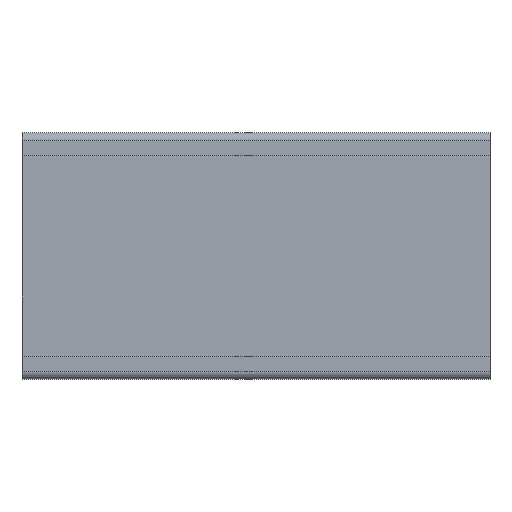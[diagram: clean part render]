
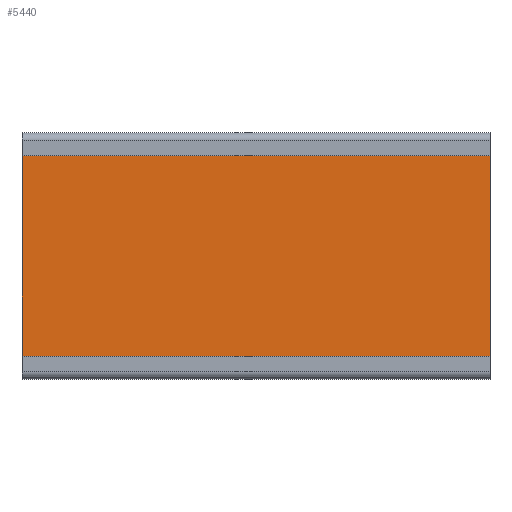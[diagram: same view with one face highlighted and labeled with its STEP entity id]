
A CAD part, top view. The second image highlights one B-rep face of the part: STEP entity #5440.
In plain terms, the highlighted planar face has unit normal (0, 0, 1).
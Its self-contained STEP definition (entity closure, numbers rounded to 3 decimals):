
#1020=CARTESIAN_POINT('',(0.599,-2.,1.6));
#1030=VERTEX_POINT('',#1020);
#1060=CARTESIAN_POINT('',(3.199,-2.,1.6));
#1070=DIRECTION('',(-1.,0.,0.));
#1080=VECTOR('',#1070,1.);
#1090=LINE('',#1060,#1080);
#1100=CARTESIAN_POINT('',(5.799,-2.,1.6));
#1110=VERTEX_POINT('',#1100);
#1120=EDGE_CURVE('',#1110,#1030,#1090,.T.);
#1410=CARTESIAN_POINT('',(5.799,10.15,1.6));
#1420=VERTEX_POINT('',#1410);
#1450=CARTESIAN_POINT('',(3.199,10.15,1.6));
#1460=DIRECTION('',(-1.,0.,0.));
#1470=VECTOR('',#1460,1.);
#1480=LINE('',#1450,#1470);
#1490=CARTESIAN_POINT('',(0.599,10.15,1.6));
#1500=VERTEX_POINT('',#1490);
#1510=EDGE_CURVE('',#1420,#1500,#1480,.T.);
#4430=CARTESIAN_POINT('',(5.799,0.,
1.6));
#4440=DIRECTION('',(0.,-1.,0.));
#4450=VECTOR('',#4440,1.);
#4460=LINE('',#4430,#4450);
#4470=EDGE_CURVE('',#1420,#1110,#4460,.T.);
#4930=CARTESIAN_POINT('',(0.599,0.,
1.6));
#4940=DIRECTION('',(0.,-1.,0.));
#4950=VECTOR('',#4940,1.);
#4960=LINE('',#4930,#4950);
#4970=EDGE_CURVE('',#1500,#1030,#4960,.T.);
#5330=CARTESIAN_POINT('',(0.799,0.,
1.6));
#5340=DIRECTION('',(0.,0.,-1.));
#5350=DIRECTION('',(-1.,0.,0.));
#5360=AXIS2_PLACEMENT_3D('',#5330,#5340,#5350);
#5370=PLANE('',#5360);
#5380=ORIENTED_EDGE('',*,*,#1120,.F.);
#5390=ORIENTED_EDGE('',*,*,#4970,.T.);
#5400=ORIENTED_EDGE('',*,*,#1510,.T.);
#5410=ORIENTED_EDGE('',*,*,#4470,.F.);
#5420=EDGE_LOOP('',(#5410,#5400,#5390,#5380));
#5430=FACE_OUTER_BOUND('',#5420,.T.);
#5440=ADVANCED_FACE('',(#5430),#5370,.F.);
